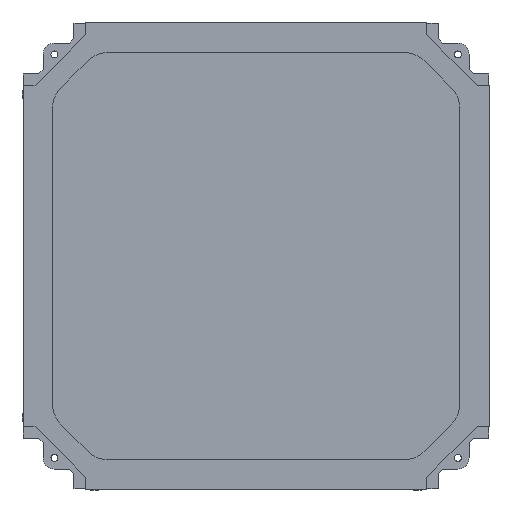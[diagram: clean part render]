
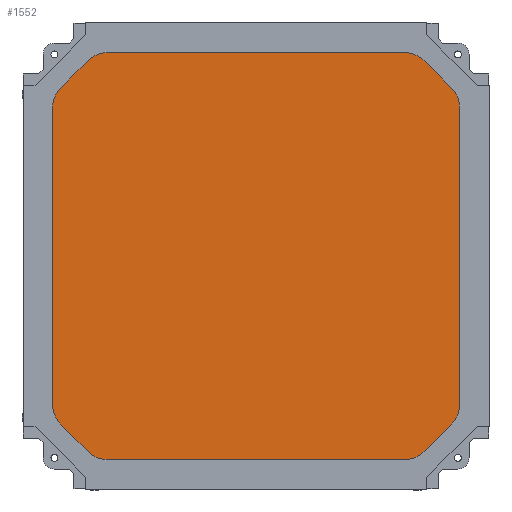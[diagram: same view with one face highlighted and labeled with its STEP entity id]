
A CAD part, top view. The second image highlights one B-rep face of the part: STEP entity #1552.
In plain terms, the highlighted planar face has unit normal (0, 0, 1).
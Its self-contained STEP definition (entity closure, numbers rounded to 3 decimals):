
#1552 = ADVANCED_FACE( '', ( #3240 ), #3241, .T. );
#3240 = FACE_OUTER_BOUND( '', #4997, .T. );
#3241 = PLANE( '', #4998 );
#4997 = EDGE_LOOP( '', ( #9767, #9768, #9769, #9770, #9771, #9772, #9773, #9774, #9775, #9776, #9777, #9778, #9779, #9780, #9781, #9782 ) );
#4998 = AXIS2_PLACEMENT_3D( '', #9783, #9784, #9785 );
#9767 = ORIENTED_EDGE( '', *, *, #12167, .T. );
#9768 = ORIENTED_EDGE( '', *, *, #11140, .T. );
#9769 = ORIENTED_EDGE( '', *, *, #12334, .T. );
#9770 = ORIENTED_EDGE( '', *, *, #11904, .T. );
#9771 = ORIENTED_EDGE( '', *, *, #12124, .T. );
#9772 = ORIENTED_EDGE( '', *, *, #12248, .T. );
#9773 = ORIENTED_EDGE( '', *, *, #11837, .T. );
#9774 = ORIENTED_EDGE( '', *, *, #10530, .T. );
#9775 = ORIENTED_EDGE( '', *, *, #11965, .T. );
#9776 = ORIENTED_EDGE( '', *, *, #11854, .T. );
#9777 = ORIENTED_EDGE( '', *, *, #12352, .T. );
#9778 = ORIENTED_EDGE( '', *, *, #11603, .T. );
#9779 = ORIENTED_EDGE( '', *, *, #11076, .T. );
#9780 = ORIENTED_EDGE( '', *, *, #11860, .T. );
#9781 = ORIENTED_EDGE( '', *, *, #11371, .T. );
#9782 = ORIENTED_EDGE( '', *, *, #11688, .T. );
#9783 = CARTESIAN_POINT( '', ( 42., 287.126, 16. ) );
#9784 = DIRECTION( '', ( 0., 0., 1. ) );
#9785 = DIRECTION( '', ( 1., 0., 0. ) );
#10530 = EDGE_CURVE( '', #12674, #12672, #12675, .T. );
#11076 = EDGE_CURVE( '', #13614, #13612, #13615, .T. );
#11140 = EDGE_CURVE( '', #13721, #13719, #13722, .T. );
#11371 = EDGE_CURVE( '', #14086, #14084, #14087, .T. );
#11603 = EDGE_CURVE( '', #14429, #13614, #14430, .T. );
#11688 = EDGE_CURVE( '', #14084, #14547, #14549, .T. );
#11837 = EDGE_CURVE( '', #14771, #12674, #14772, .T. );
#11854 = EDGE_CURVE( '', #14793, #14791, #14794, .T. );
#11860 = EDGE_CURVE( '', #13612, #14086, #14800, .T. );
#11904 = EDGE_CURVE( '', #14858, #14856, #14859, .T. );
#11965 = EDGE_CURVE( '', #12672, #14793, #14946, .T. );
#12124 = EDGE_CURVE( '', #14856, #15137, #15139, .T. );
#12167 = EDGE_CURVE( '', #14547, #13721, #15186, .T. );
#12248 = EDGE_CURVE( '', #15137, #14771, #15280, .T. );
#12334 = EDGE_CURVE( '', #13719, #14858, #15369, .T. );
#12352 = EDGE_CURVE( '', #14791, #14429, #15387, .T. );
#12672 = VERTEX_POINT( '', #15802 );
#12674 = VERTEX_POINT( '', #15805 );
#12675 = LINE( '', #15806, #15807 );
#13612 = VERTEX_POINT( '', #17123 );
#13614 = VERTEX_POINT( '', #17126 );
#13615 = CIRCLE( '', #17127, 20. );
#13719 = VERTEX_POINT( '', #17274 );
#13721 = VERTEX_POINT( '', #17277 );
#13722 = LINE( '', #17278, #17279 );
#14084 = VERTEX_POINT( '', #17802 );
#14086 = VERTEX_POINT( '', #17805 );
#14087 = CIRCLE( '', #17806, 20. );
#14429 = VERTEX_POINT( '', #18311 );
#14430 = LINE( '', #18312, #18313 );
#14547 = VERTEX_POINT( '', #18483 );
#14549 = LINE( '', #18486, #18487 );
#14771 = VERTEX_POINT( '', #18808 );
#14772 = CIRCLE( '', #18809, 20. );
#14791 = VERTEX_POINT( '', #18837 );
#14793 = VERTEX_POINT( '', #18840 );
#14794 = LINE( '', #18841, #18842 );
#14800 = LINE( '', #18850, #18851 );
#14856 = VERTEX_POINT( '', #18936 );
#14858 = VERTEX_POINT( '', #18939 );
#14859 = LINE( '', #18940, #18941 );
#14946 = CIRCLE( '', #19072, 20. );
#15137 = VERTEX_POINT( '', #19346 );
#15139 = CIRCLE( '', #19349, 20. );
#15186 = CIRCLE( '', #19414, 20. );
#15280 = LINE( '', #19555, #19556 );
#15369 = CIRCLE( '', #19677, 20. );
#15387 = CIRCLE( '', #19699, 20. );
#15802 = CARTESIAN_POINT( '', ( 322.142, 48.732, 16. ) );
#15805 = CARTESIAN_POINT( '', ( 301.268, 27.858, 16. ) );
#15806 = CARTESIAN_POINT( '', ( 301.268, 27.858, 16. ) );
#15807 = VECTOR( '', #19929, 1000. );
#17123 = CARTESIAN_POINT( '', ( 287.126, 328., 16. ) );
#17126 = CARTESIAN_POINT( '', ( 301.268, 322.142, 16. ) );
#17127 = AXIS2_PLACEMENT_3D( '', #20526, #20527, #20528 );
#17274 = CARTESIAN_POINT( '', ( 22., 62.874, 16. ) );
#17277 = CARTESIAN_POINT( '', ( 22., 287.126, 16. ) );
#17278 = CARTESIAN_POINT( '', ( 22., 287.126, 16. ) );
#17279 = VECTOR( '', #20588, 1000. );
#17802 = CARTESIAN_POINT( '', ( 48.732, 322.142, 16. ) );
#17805 = CARTESIAN_POINT( '', ( 62.874, 328., 16. ) );
#17806 = AXIS2_PLACEMENT_3D( '', #20832, #20833, #20834 );
#18311 = CARTESIAN_POINT( '', ( 322.142, 301.268, 16. ) );
#18312 = CARTESIAN_POINT( '', ( 322.142, 301.268, 16. ) );
#18313 = VECTOR( '', #21031, 1000. );
#18483 = CARTESIAN_POINT( '', ( 27.858, 301.268, 16. ) );
#18486 = CARTESIAN_POINT( '', ( 48.732, 322.142, 16. ) );
#18487 = VECTOR( '', #21104, 1000. );
#18808 = CARTESIAN_POINT( '', ( 287.126, 22., 16. ) );
#18809 = AXIS2_PLACEMENT_3D( '', #21279, #21280, #21281 );
#18837 = CARTESIAN_POINT( '', ( 328., 287.126, 16. ) );
#18840 = CARTESIAN_POINT( '', ( 328., 62.874, 16. ) );
#18841 = CARTESIAN_POINT( '', ( 328., 62.874, 16. ) );
#18842 = VECTOR( '', #21292, 1000. );
#18850 = CARTESIAN_POINT( '', ( 287.126, 328., 16. ) );
#18851 = VECTOR( '', #21295, 1000. );
#18936 = CARTESIAN_POINT( '', ( 48.732, 27.858, 16. ) );
#18939 = CARTESIAN_POINT( '', ( 27.858, 48.732, 16. ) );
#18940 = CARTESIAN_POINT( '', ( 27.858, 48.732, 16. ) );
#18941 = VECTOR( '', #21326, 1000. );
#19072 = AXIS2_PLACEMENT_3D( '', #21374, #21375, #21376 );
#19346 = CARTESIAN_POINT( '', ( 62.874, 22., 16. ) );
#19349 = AXIS2_PLACEMENT_3D( '', #21503, #21504, #21505 );
#19414 = AXIS2_PLACEMENT_3D( '', #21542, #21543, #21544 );
#19555 = CARTESIAN_POINT( '', ( 62.874, 22., 16. ) );
#19556 = VECTOR( '', #21598, 1000. );
#19677 = AXIS2_PLACEMENT_3D( '', #21634, #21635, #21636 );
#19699 = AXIS2_PLACEMENT_3D( '', #21641, #21642, #21643 );
#19929 = DIRECTION( '', ( 0.707, 0.707, 0. ) );
#20526 = CARTESIAN_POINT( '', ( 287.126, 308., 16. ) );
#20527 = DIRECTION( '', ( 0., 0., 1. ) );
#20528 = DIRECTION( '', ( 1., 0., 0. ) );
#20588 = DIRECTION( '', ( 0., -1., 0. ) );
#20832 = CARTESIAN_POINT( '', ( 62.874, 308., 16. ) );
#20833 = DIRECTION( '', ( 0., 0., 1. ) );
#20834 = DIRECTION( '', ( 1., 0., 0. ) );
#21031 = DIRECTION( '', ( -0.707, 0.707, 0. ) );
#21104 = DIRECTION( '', ( -0.707, -0.707, 0. ) );
#21279 = CARTESIAN_POINT( '', ( 287.126, 42., 16. ) );
#21280 = DIRECTION( '', ( 0., 0., 1. ) );
#21281 = DIRECTION( '', ( 1., 0., 0. ) );
#21292 = DIRECTION( '', ( 0., 1., 0. ) );
#21295 = DIRECTION( '', ( -1., 0., 0. ) );
#21326 = DIRECTION( '', ( 0.707, -0.707, 0. ) );
#21374 = CARTESIAN_POINT( '', ( 308., 62.874, 16. ) );
#21375 = DIRECTION( '', ( 0., 0., 1. ) );
#21376 = DIRECTION( '', ( 1., 0., 0. ) );
#21503 = CARTESIAN_POINT( '', ( 62.874, 42., 16. ) );
#21504 = DIRECTION( '', ( 0., 0., 1. ) );
#21505 = DIRECTION( '', ( 1., 0., 0. ) );
#21542 = CARTESIAN_POINT( '', ( 42., 287.126, 16. ) );
#21543 = DIRECTION( '', ( 0., 0., 1. ) );
#21544 = DIRECTION( '', ( 1., 0., 0. ) );
#21598 = DIRECTION( '', ( 1., 0., 0. ) );
#21634 = CARTESIAN_POINT( '', ( 42., 62.874, 16. ) );
#21635 = DIRECTION( '', ( 0., 0., 1. ) );
#21636 = DIRECTION( '', ( 1., 0., 0. ) );
#21641 = CARTESIAN_POINT( '', ( 308., 287.126, 16. ) );
#21642 = DIRECTION( '', ( 0., 0., 1. ) );
#21643 = DIRECTION( '', ( 1., 0., 0. ) );
